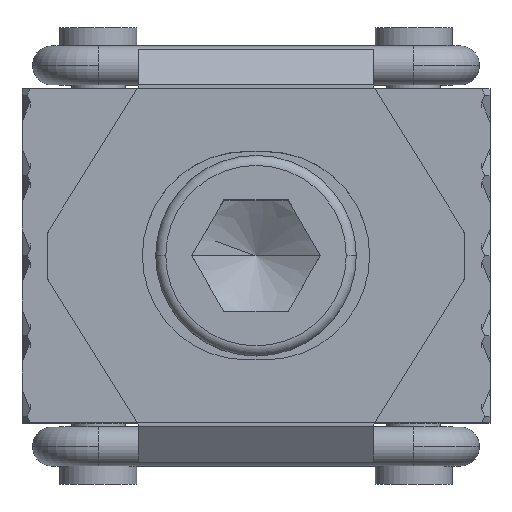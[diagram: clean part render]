
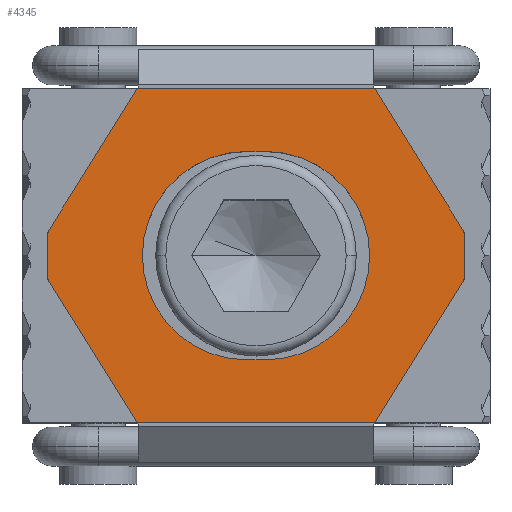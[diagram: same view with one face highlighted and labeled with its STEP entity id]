
A CAD part, top view. The second image highlights one B-rep face of the part: STEP entity #4345.
In plain terms, the highlighted planar face has unit normal (0, 0, 1).
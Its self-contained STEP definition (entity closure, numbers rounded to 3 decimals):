
#4345=ADVANCED_FACE('',(#11880,#11881),#11882,.T.);
#4573=EDGE_CURVE('',#6869,#4815,#12146,.T.);
#4815=VERTEX_POINT('',#12425);
#4831=EDGE_CURVE('',#10649,#6869,#12442,.T.);
#5357=EDGE_CURVE('',#6311,#10359,#13038,.T.);
#5679=EDGE_CURVE('',#11245,#8589,#13392,.T.);
#6311=VERTEX_POINT('',#14095);
#6381=VERTEX_POINT('',#14173);
#6511=EDGE_CURVE('',#10359,#6381,#14317,.T.);
#6869=VERTEX_POINT('',#14718);
#7389=VERTEX_POINT('',#15308);
#7503=EDGE_CURVE('',#7913,#6311,#15438,.T.);
#7913=VERTEX_POINT('',#15889);
#8319=VERTEX_POINT('',#16348);
#8337=EDGE_CURVE('',#7389,#10649,#16366,.T.);
#8375=VERTEX_POINT('',#16404);
#8589=VERTEX_POINT('',#16646);
#8631=EDGE_CURVE('',#6381,#7913,#16692,.T.);
#8821=EDGE_CURVE('',#8319,#11245,#16900,.T.);
#9047=EDGE_CURVE('',#8375,#7389,#17154,.T.);
#9251=EDGE_CURVE('',#8589,#8375,#17375,.T.);
#9313=EDGE_CURVE('',#4815,#8319,#17441,.T.);
#10359=VERTEX_POINT('',#18594);
#10649=VERTEX_POINT('',#18918);
#11245=VERTEX_POINT('',#19566);
#11880=FACE_BOUND('',#20439,.T.);
#11881=FACE_OUTER_BOUND('',#20440,.T.);
#11882=PLANE('',#20441);
#12146=LINE('',#20812,#20813);
#12425=CARTESIAN_POINT('',(-18.69,-2.114,41.0));
#12442=LINE('',#21229,#21230);
#13038=LINE('',#22095,#22096);
#13392=LINE('',#22603,#22604);
#14095=CARTESIAN_POINT('',(-0.85,9.35,41.0));
#14173=CARTESIAN_POINT('',(0.85,-9.35,41.0));
#14317=CIRCLE('',#23960,9.35);
#14718=CARTESIAN_POINT('',(-18.69,2.114,41.0));
#15308=CARTESIAN_POINT('',(10.666,15.0,41.0));
#15438=CIRCLE('',#25542,9.35);
#15889=CARTESIAN_POINT('',(-0.85,-9.35,41.0));
#16348=CARTESIAN_POINT('',(-10.666,-15.0,41.0));
#16366=LINE('',#26901,#26902);
#16404=CARTESIAN_POINT('',(18.69,2.114,41.0));
#16646=CARTESIAN_POINT('',(18.69,-2.114,41.0));
#16692=LINE('',#27363,#27364);
#16900=LINE('',#27690,#27691);
#17154=LINE('',#28042,#28043);
#17375=LINE('',#28356,#28357);
#17441=LINE('',#28464,#28465);
#18594=CARTESIAN_POINT('',(0.85,9.35,41.0));
#18918=CARTESIAN_POINT('',(-10.666,15.0,41.0));
#19566=CARTESIAN_POINT('',(10.666,-15.0,41.0));
#20439=EDGE_LOOP('',(#32208,#32209,#32210,#32211));
#20440=EDGE_LOOP('',(#32212,#32213,#32214,#32215,#32216,#32217,#32218,#32219));
#20441=AXIS2_PLACEMENT_3D('',#32220,#32221,#32222);
#20812=CARTESIAN_POINT('',(-18.69,2.114,41.0));
#20813=VECTOR('',#32582,1.0);
#21229=CARTESIAN_POINT('',(-16.553,5.545,41.0));
#21230=VECTOR('',#32957,1.0);
#22095=CARTESIAN_POINT('',(0.425,9.35,41.0));
#22096=VECTOR('',#33657,1.0);
#22603=CARTESIAN_POINT('',(16.553,-5.545,41.0));
#22604=VECTOR('',#34001,1.0);
#23960=AXIS2_PLACEMENT_3D('',#35045,#35046,#35047);
#25542=AXIS2_PLACEMENT_3D('',#36388,#36389,#36390);
#26901=CARTESIAN_POINT('',(11.25,15.0,41.0));
#26902=VECTOR('',#37414,1.0);
#27363=CARTESIAN_POINT('',(-0.425,-9.35,41.0));
#27364=VECTOR('',#37747,1.0);
#27690=CARTESIAN_POINT('',(-11.25,-15.0,41.0));
#27691=VECTOR('',#37987,1.0);
#28042=CARTESIAN_POINT('',(-2.845,36.698,41.0));
#28043=VECTOR('',#38272,1.0);
#28356=CARTESIAN_POINT('',(18.69,-2.114,41.0));
#28357=VECTOR('',#38461,1.0);
#28464=CARTESIAN_POINT('',(2.845,-36.698,41.0));
#28465=VECTOR('',#38509,1.0);
#32208=ORIENTED_EDGE('',*,*,#5357,.T.);
#32209=ORIENTED_EDGE('',*,*,#6511,.T.);
#32210=ORIENTED_EDGE('',*,*,#8631,.T.);
#32211=ORIENTED_EDGE('',*,*,#7503,.T.);
#32212=ORIENTED_EDGE('',*,*,#5679,.T.);
#32213=ORIENTED_EDGE('',*,*,#9251,.T.);
#32214=ORIENTED_EDGE('',*,*,#9047,.T.);
#32215=ORIENTED_EDGE('',*,*,#8337,.T.);
#32216=ORIENTED_EDGE('',*,*,#4831,.T.);
#32217=ORIENTED_EDGE('',*,*,#4573,.T.);
#32218=ORIENTED_EDGE('',*,*,#9313,.T.);
#32219=ORIENTED_EDGE('',*,*,#8821,.T.);
#32220=CARTESIAN_POINT('',(0.,0.0,41.0));
#32221=DIRECTION('',(0.0,0.0,1.0));
#32222=DIRECTION('',(1.0,0.0,0.0));
#32582=DIRECTION('',(0.0,-1.0,0.0));
#32957=DIRECTION('',(-0.529,-0.849,0.0));
#33657=DIRECTION('',(1.0,0.0,0.0));
#34001=DIRECTION('',(0.529,0.849,0.0));
#35045=CARTESIAN_POINT('',(0.85,0.0,41.0));
#35046=DIRECTION('',(0.0,0.0,-1.0));
#35047=DIRECTION('',(0.0,-1.0,0.0));
#36388=CARTESIAN_POINT('',(-0.85,0.0,41.0));
#36389=DIRECTION('',(0.0,0.0,-1.0));
#36390=DIRECTION('',(0.0,1.0,0.0));
#37414=DIRECTION('',(-1.0,0.0,0.0));
#37747=DIRECTION('',(-1.0,0.0,0.0));
#37987=DIRECTION('',(1.0,0.0,0.0));
#38272=DIRECTION('',(-0.529,0.849,0.0));
#38461=DIRECTION('',(0.0,1.0,0.0));
#38509=DIRECTION('',(0.529,-0.849,0.0));
